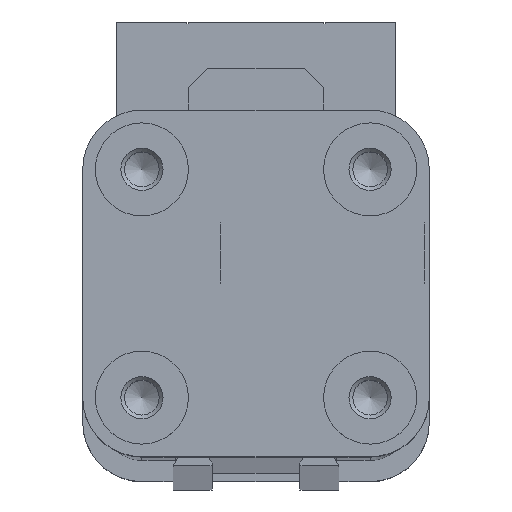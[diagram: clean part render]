
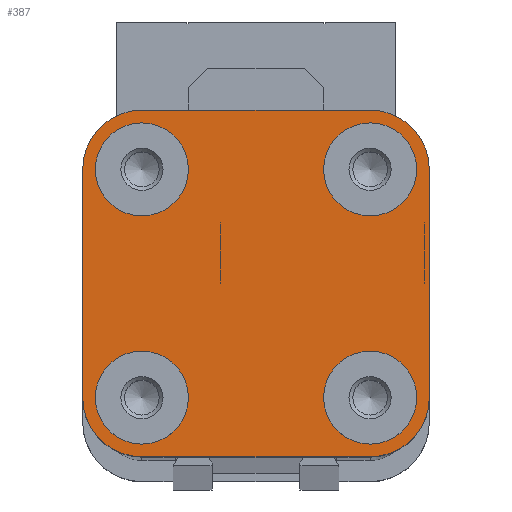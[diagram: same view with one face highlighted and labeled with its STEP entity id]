
A CAD part, top view. The second image highlights one B-rep face of the part: STEP entity #387.
In plain terms, the highlighted planar face has unit normal (0, 0, 1).
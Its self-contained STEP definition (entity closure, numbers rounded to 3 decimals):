
#387 = ADVANCED_FACE( '', ( #903, #904, #905, #906, #907 ), #908, .T. );
#903 = FACE_BOUND( '', #1634, .T. );
#904 = FACE_BOUND( '', #1635, .T. );
#905 = FACE_BOUND( '', #1636, .T. );
#906 = FACE_BOUND( '', #1637, .T. );
#907 = FACE_OUTER_BOUND( '', #1638, .T. );
#908 = PLANE( '', #1639 );
#1634 = EDGE_LOOP( '', ( #2509 ) );
#1635 = EDGE_LOOP( '', ( #2510 ) );
#1636 = EDGE_LOOP( '', ( #2511 ) );
#1637 = EDGE_LOOP( '', ( #2512 ) );
#1638 = EDGE_LOOP( '', ( #2513, #2514, #2515, #2516, #2517, #2518, #2519, #2520 ) );
#1639 = AXIS2_PLACEMENT_3D( '', #2521, #2522, #2523 );
#2509 = ORIENTED_EDGE( '', *, *, #4219, .T. );
#2510 = ORIENTED_EDGE( '', *, *, #4082, .T. );
#2511 = ORIENTED_EDGE( '', *, *, #4220, .T. );
#2512 = ORIENTED_EDGE( '', *, *, #4221, .T. );
#2513 = ORIENTED_EDGE( '', *, *, #4222, .T. );
#2514 = ORIENTED_EDGE( '', *, *, #4223, .T. );
#2515 = ORIENTED_EDGE( '', *, *, #4224, .T. );
#2516 = ORIENTED_EDGE( '', *, *, #4225, .T. );
#2517 = ORIENTED_EDGE( '', *, *, #4226, .T. );
#2518 = ORIENTED_EDGE( '', *, *, #4179, .T. );
#2519 = ORIENTED_EDGE( '', *, *, #4227, .T. );
#2520 = ORIENTED_EDGE( '', *, *, #4228, .T. );
#2521 = CARTESIAN_POINT( '', ( -13.5, -13.5, 850. ) );
#2522 = DIRECTION( '', ( 0., 0., 1. ) );
#2523 = DIRECTION( '', ( 1., 0., 0. ) );
#4082 = EDGE_CURVE( '', #4802, #4802, #4803, .F. );
#4179 = EDGE_CURVE( '', #4972, #4970, #4973, .T. );
#4219 = EDGE_CURVE( '', #5038, #5038, #5039, .F. );
#4220 = EDGE_CURVE( '', #5040, #5040, #5041, .F. );
#4221 = EDGE_CURVE( '', #5042, #5042, #5043, .F. );
#4222 = EDGE_CURVE( '', #5044, #5045, #5046, .T. );
#4223 = EDGE_CURVE( '', #5045, #5047, #5048, .T. );
#4224 = EDGE_CURVE( '', #5047, #5049, #5050, .T. );
#4225 = EDGE_CURVE( '', #5049, #5051, #5052, .T. );
#4226 = EDGE_CURVE( '', #5051, #4972, #5053, .T. );
#4227 = EDGE_CURVE( '', #4970, #5054, #5055, .T. );
#4228 = EDGE_CURVE( '', #5054, #5044, #5056, .T. );
#4802 = VERTEX_POINT( '', #5837 );
#4803 = CIRCLE( '', #5838, 5.5 );
#4970 = VERTEX_POINT( '', #6064 );
#4972 = VERTEX_POINT( '', #6067 );
#4973 = CIRCLE( '', #6068, 7. );
#5038 = VERTEX_POINT( '', #6159 );
#5039 = CIRCLE( '', #6160, 5.5 );
#5040 = VERTEX_POINT( '', #6161 );
#5041 = CIRCLE( '', #6162, 5.5 );
#5042 = VERTEX_POINT( '', #6163 );
#5043 = CIRCLE( '', #6164, 5.5 );
#5044 = VERTEX_POINT( '', #6165 );
#5045 = VERTEX_POINT( '', #6166 );
#5046 = LINE( '', #6167, #6168 );
#5047 = VERTEX_POINT( '', #6169 );
#5048 = CIRCLE( '', #6170, 7. );
#5049 = VERTEX_POINT( '', #6171 );
#5050 = LINE( '', #6172, #6173 );
#5051 = VERTEX_POINT( '', #6174 );
#5052 = CIRCLE( '', #6175, 7. );
#5053 = LINE( '', #6176, #6177 );
#5054 = VERTEX_POINT( '', #6178 );
#5055 = LINE( '', #6179, #6180 );
#5056 = CIRCLE( '', #6181, 7. );
#5837 = CARTESIAN_POINT( '', ( -8., -13.5, 850. ) );
#5838 = AXIS2_PLACEMENT_3D( '', #7221, #7222, #7223 );
#6064 = CARTESIAN_POINT( '', ( 13.5, 20.5, 850. ) );
#6067 = CARTESIAN_POINT( '', ( 20.5, 13.5, 850. ) );
#6068 = AXIS2_PLACEMENT_3D( '', #7329, #7330, #7331 );
#6159 = CARTESIAN_POINT( '', ( 19., -13.5, 850. ) );
#6160 = AXIS2_PLACEMENT_3D( '', #7367, #7368, #7369 );
#6161 = CARTESIAN_POINT( '', ( 19., 13.5, 850. ) );
#6162 = AXIS2_PLACEMENT_3D( '', #7370, #7371, #7372 );
#6163 = CARTESIAN_POINT( '', ( -8., 13.5, 850. ) );
#6164 = AXIS2_PLACEMENT_3D( '', #7373, #7374, #7375 );
#6165 = CARTESIAN_POINT( '', ( -20.5, 13.5, 850. ) );
#6166 = CARTESIAN_POINT( '', ( -20.5, -13.5, 850. ) );
#6167 = CARTESIAN_POINT( '', ( -20.5, 13.5, 850. ) );
#6168 = VECTOR( '', #7376, 1000. );
#6169 = CARTESIAN_POINT( '', ( -13.5, -20.5, 850. ) );
#6170 = AXIS2_PLACEMENT_3D( '', #7377, #7378, #7379 );
#6171 = CARTESIAN_POINT( '', ( 13.5, -20.5, 850. ) );
#6172 = CARTESIAN_POINT( '', ( -13.5, -20.5, 850. ) );
#6173 = VECTOR( '', #7380, 1000. );
#6174 = CARTESIAN_POINT( '', ( 20.5, -13.5, 850. ) );
#6175 = AXIS2_PLACEMENT_3D( '', #7381, #7382, #7383 );
#6176 = CARTESIAN_POINT( '', ( 20.5, -13.5, 850. ) );
#6177 = VECTOR( '', #7384, 1000. );
#6178 = CARTESIAN_POINT( '', ( -13.5, 20.5, 850. ) );
#6179 = CARTESIAN_POINT( '', ( 13.5, 20.5, 850. ) );
#6180 = VECTOR( '', #7385, 1000. );
#6181 = AXIS2_PLACEMENT_3D( '', #7386, #7387, #7388 );
#7221 = CARTESIAN_POINT( '', ( -13.5, -13.5, 850. ) );
#7222 = DIRECTION( '', ( 0., 0., 1. ) );
#7223 = DIRECTION( '', ( 1., 0., 0. ) );
#7329 = CARTESIAN_POINT( '', ( 13.5, 13.5, 850. ) );
#7330 = DIRECTION( '', ( 0., 0., 1. ) );
#7331 = DIRECTION( '', ( 1., 0., 0. ) );
#7367 = CARTESIAN_POINT( '', ( 13.5, -13.5, 850. ) );
#7368 = DIRECTION( '', ( 0., 0., 1. ) );
#7369 = DIRECTION( '', ( 1., 0., 0. ) );
#7370 = CARTESIAN_POINT( '', ( 13.5, 13.5, 850. ) );
#7371 = DIRECTION( '', ( 0., 0., 1. ) );
#7372 = DIRECTION( '', ( 1., 0., 0. ) );
#7373 = CARTESIAN_POINT( '', ( -13.5, 13.5, 850. ) );
#7374 = DIRECTION( '', ( 0., 0., 1. ) );
#7375 = DIRECTION( '', ( 1., 0., 0. ) );
#7376 = DIRECTION( '', ( 0., -1., 0. ) );
#7377 = CARTESIAN_POINT( '', ( -13.5, -13.5, 850. ) );
#7378 = DIRECTION( '', ( 0., 0., 1. ) );
#7379 = DIRECTION( '', ( 1., 0., 0. ) );
#7380 = DIRECTION( '', ( 1., 0., 0. ) );
#7381 = CARTESIAN_POINT( '', ( 13.5, -13.5, 850. ) );
#7382 = DIRECTION( '', ( 0., 0., 1. ) );
#7383 = DIRECTION( '', ( 1., 0., 0. ) );
#7384 = DIRECTION( '', ( 0., 1., 0. ) );
#7385 = DIRECTION( '', ( -1., 0., 0. ) );
#7386 = CARTESIAN_POINT( '', ( -13.5, 13.5, 850. ) );
#7387 = DIRECTION( '', ( 0., 0., 1. ) );
#7388 = DIRECTION( '', ( 1., 0., 0. ) );
